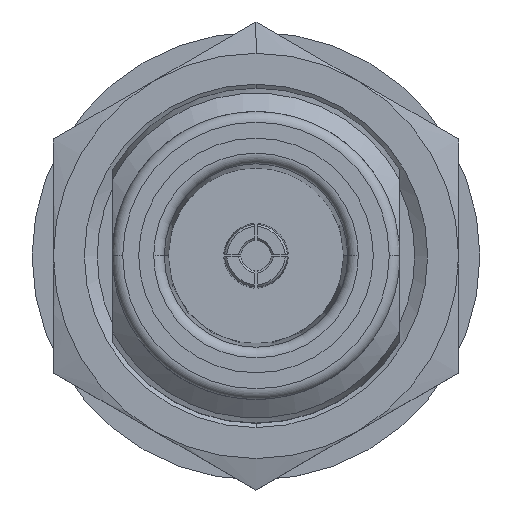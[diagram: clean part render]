
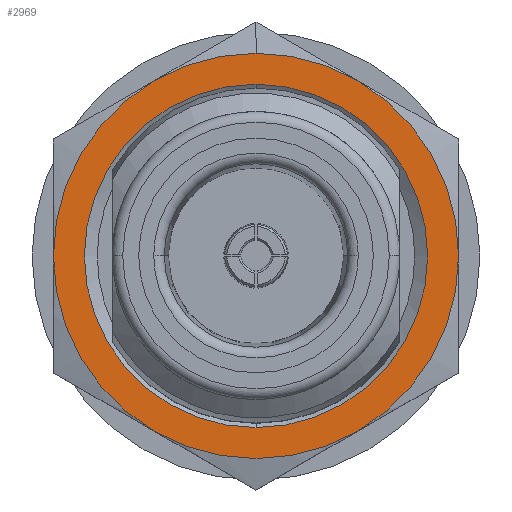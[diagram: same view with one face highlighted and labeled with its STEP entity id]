
A CAD part, top view. The second image highlights one B-rep face of the part: STEP entity #2969.
In plain terms, the highlighted planar face has unit normal (0, 0, 1).
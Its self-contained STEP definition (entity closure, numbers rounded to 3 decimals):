
#84 = VERTEX_POINT ( 'NONE', #7557 ) ;
#102 = EDGE_CURVE ( 'NONE', #1566, #8706, #8381, .T. ) ;
#140 = CARTESIAN_POINT ( 'NONE',  ( 0., 0., -11.8 ) ) ;
#166 = ORIENTED_EDGE ( 'NONE', *, *, #1059, .T. ) ;
#323 = EDGE_CURVE ( 'NONE', #3941, #686, #8369, .T. ) ;
#420 = CARTESIAN_POINT ( 'NONE',  ( 0., 0., -11.8 ) ) ;
#623 = ORIENTED_EDGE ( 'NONE', *, *, #3191, .T. ) ;
#631 = CARTESIAN_POINT ( 'NONE',  ( 0., 8.05, -11.8 ) ) ;
#686 = VERTEX_POINT ( 'NONE', #2117 ) ;
#835 = DIRECTION ( 'NONE',  ( -1., 0., 0. ) ) ;
#837 = AXIS2_PLACEMENT_3D ( 'NONE', #6542, #2424, #7220 ) ;
#1059 = EDGE_CURVE ( 'NONE', #686, #6379, #7942, .T. ) ;
#1103 = DIRECTION ( 'NONE',  ( 0., 1., 0. ) ) ;
#1365 = DIRECTION ( 'NONE',  ( -1., 0., 0. ) ) ;
#1498 = AXIS2_PLACEMENT_3D ( 'NONE', #2606, #7397, #3296 ) ;
#1550 = ORIENTED_EDGE ( 'NONE', *, *, #2313, .T. ) ;
#1566 = VERTEX_POINT ( 'NONE', #2533 ) ;
#1789 = VERTEX_POINT ( 'NONE', #4838 ) ;
#1958 = DIRECTION ( 'NONE',  ( 0., 0., -1. ) ) ;
#2027 = CARTESIAN_POINT ( 'NONE',  ( 0., 0., -11.8 ) ) ;
#2042 = CARTESIAN_POINT ( 'NONE',  ( 0., 0., -11.8 ) ) ;
#2117 = CARTESIAN_POINT ( 'NONE',  ( -9.5, 0., -11.8 ) ) ;
#2133 = CIRCLE ( 'NONE', #6627, 9.5 ) ;
#2190 = AXIS2_PLACEMENT_3D ( 'NONE', #5420, #2688, #6827 ) ;
#2270 = AXIS2_PLACEMENT_3D ( 'NONE', #3993, #3961, #3295 ) ;
#2313 = EDGE_CURVE ( 'NONE', #7118, #2502, #7473, .T. ) ;
#2424 = DIRECTION ( 'NONE',  ( 0., 0., 1. ) ) ;
#2461 = CARTESIAN_POINT ( 'NONE',  ( -4.75, -8.227, -11.8 ) ) ;
#2502 = VERTEX_POINT ( 'NONE', #7760 ) ;
#2533 = CARTESIAN_POINT ( 'NONE',  ( 4.75, 8.227, -11.8 ) ) ;
#2606 = CARTESIAN_POINT ( 'NONE',  ( 0., 0., -11.8 ) ) ;
#2607 = EDGE_CURVE ( 'NONE', #2502, #7118, #8185, .T. ) ;
#2610 = FACE_BOUND ( 'NONE', #7597, .T. ) ;
#2641 = ORIENTED_EDGE ( 'NONE', *, *, #323, .T. ) ;
#2673 = DIRECTION ( 'NONE',  ( 0., 0., 1. ) ) ;
#2688 = DIRECTION ( 'NONE',  ( 0., 0., 1. ) ) ;
#2722 = DIRECTION ( 'NONE',  ( 0., 1., 0. ) ) ;
#2929 = ORIENTED_EDGE ( 'NONE', *, *, #102, .T. ) ;
#2969 = ADVANCED_FACE ( 'NONE', ( #2610, #3454 ), #3299, .F. ) ;
#3017 = EDGE_CURVE ( 'NONE', #8706, #3941, #3556, .T. ) ;
#3191 = EDGE_CURVE ( 'NONE', #6379, #84, #7710, .T. ) ;
#3295 = DIRECTION ( 'NONE',  ( -1., 0., 0. ) ) ;
#3296 = DIRECTION ( 'NONE',  ( 0., 1., 0. ) ) ;
#3299 = PLANE ( 'NONE',  #7144 ) ;
#3454 = FACE_OUTER_BOUND ( 'NONE', #6233, .T. ) ;
#3556 = CIRCLE ( 'NONE', #7587, 9.5 ) ;
#3941 = VERTEX_POINT ( 'NONE', #8712 ) ;
#3961 = DIRECTION ( 'NONE',  ( 0., 0., 1. ) ) ;
#3993 = CARTESIAN_POINT ( 'NONE',  ( 0., 0., -11.8 ) ) ;
#4327 = CIRCLE ( 'NONE', #1498, 9.5 ) ;
#4770 = AXIS2_PLACEMENT_3D ( 'NONE', #420, #5211, #1103 ) ;
#4776 = ORIENTED_EDGE ( 'NONE', *, *, #2607, .T. ) ;
#4838 = CARTESIAN_POINT ( 'NONE',  ( 9.5, 0., -11.8 ) ) ;
#4924 = DIRECTION ( 'NONE',  ( 0., 0., 1. ) ) ;
#5211 = DIRECTION ( 'NONE',  ( 0., 0., -1. ) ) ;
#5306 = ORIENTED_EDGE ( 'NONE', *, *, #3017, .T. ) ;
#5420 = CARTESIAN_POINT ( 'NONE',  ( 0., 0., -11.8 ) ) ;
#5570 = AXIS2_PLACEMENT_3D ( 'NONE', #2027, #6831, #2722 ) ;
#5652 = ORIENTED_EDGE ( 'NONE', *, *, #7766, .F. ) ;
#6077 = CARTESIAN_POINT ( 'NONE',  ( 9.5, -16.454, -11.8 ) ) ;
#6126 = EDGE_CURVE ( 'NONE', #84, #1789, #2133, .T. ) ;
#6165 = DIRECTION ( 'NONE',  ( 0., 0., 1. ) ) ;
#6233 = EDGE_LOOP ( 'NONE', ( #2641, #166, #623, #8808, #5652, #2929, #5306 ) ) ;
#6379 = VERTEX_POINT ( 'NONE', #2461 ) ;
#6542 = CARTESIAN_POINT ( 'NONE',  ( 0., 0., -11.8 ) ) ;
#6627 = AXIS2_PLACEMENT_3D ( 'NONE', #140, #4924, #835 ) ;
#6752 = DIRECTION ( 'NONE',  ( -1., 0., 0. ) ) ;
#6778 = CARTESIAN_POINT ( 'NONE',  ( 0., 0., -11.8 ) ) ;
#6827 = DIRECTION ( 'NONE',  ( -1., 0., 0. ) ) ;
#6831 = DIRECTION ( 'NONE',  ( 0., 0., -1. ) ) ;
#7118 = VERTEX_POINT ( 'NONE', #631 ) ;
#7144 = AXIS2_PLACEMENT_3D ( 'NONE', #6077, #1958, #6752 ) ;
#7220 = DIRECTION ( 'NONE',  ( -1., 0., 0. ) ) ;
#7397 = DIRECTION ( 'NONE',  ( 0., 0., -1. ) ) ;
#7466 = DIRECTION ( 'NONE',  ( -1., 0., 0. ) ) ;
#7473 = CIRCLE ( 'NONE', #5570, 8.05 ) ;
#7557 = CARTESIAN_POINT ( 'NONE',  ( 4.75, -8.227, -11.8 ) ) ;
#7587 = AXIS2_PLACEMENT_3D ( 'NONE', #6778, #2673, #7466 ) ;
#7597 = EDGE_LOOP ( 'NONE', ( #4776, #1550 ) ) ;
#7710 = CIRCLE ( 'NONE', #837, 9.5 ) ;
#7760 = CARTESIAN_POINT ( 'NONE',  ( 0., -8.05, -11.8 ) ) ;
#7766 = EDGE_CURVE ( 'NONE', #1566, #1789, #4327, .T. ) ;
#7839 = CARTESIAN_POINT ( 'NONE',  ( 0., 9.5, -11.8 ) ) ;
#7942 = CIRCLE ( 'NONE', #2190, 9.5 ) ;
#8124 = AXIS2_PLACEMENT_3D ( 'NONE', #2042, #6165, #1365 ) ;
#8185 = CIRCLE ( 'NONE', #4770, 8.05 ) ;
#8369 = CIRCLE ( 'NONE', #2270, 9.5 ) ;
#8381 = CIRCLE ( 'NONE', #8124, 9.5 ) ;
#8706 = VERTEX_POINT ( 'NONE', #7839 ) ;
#8712 = CARTESIAN_POINT ( 'NONE',  ( -4.75, 8.227, -11.8 ) ) ;
#8808 = ORIENTED_EDGE ( 'NONE', *, *, #6126, .T. ) ;
